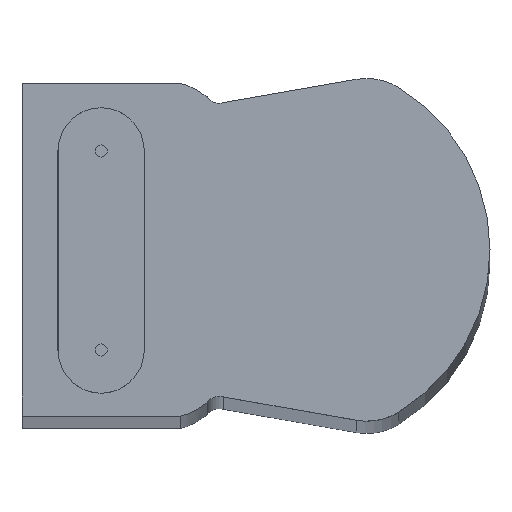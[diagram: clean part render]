
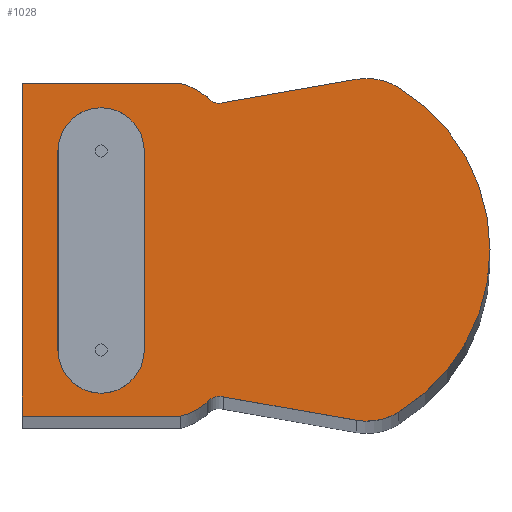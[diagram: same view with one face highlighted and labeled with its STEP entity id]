
A CAD part, top view. The second image highlights one B-rep face of the part: STEP entity #1028.
In plain terms, the highlighted face is planar.
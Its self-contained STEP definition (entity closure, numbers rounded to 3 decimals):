
#2 = CARTESIAN_POINT ( 'NONE',  ( -8.032, 287.5, -9.922 ) ) ;
#4 = VECTOR ( 'NONE', #560, 1000. ) ;
#14 = CARTESIAN_POINT ( 'NONE',  ( 13.5, 287.5, -12.842 ) ) ;
#17 = CARTESIAN_POINT ( 'NONE',  ( -13.5, 287.5, -12.842 ) ) ;
#20 = DIRECTION ( 'NONE',  ( 0., 1., 0. ) ) ;
#26 = CARTESIAN_POINT ( 'NONE',  ( 8.145, 287.5, -6.421 ) ) ;
#59 = EDGE_CURVE ( 'NONE', #494, #294, #595, .T. ) ;
#126 = CARTESIAN_POINT ( 'NONE',  ( 8.145, 287.5, -2.92 ) ) ;
#137 = EDGE_CURVE ( 'NONE', #1389, #911, #1493, .T. ) ;
#144 = VERTEX_POINT ( 'NONE', #1118 ) ;
#156 = AXIS2_PLACEMENT_3D ( 'NONE', #245, #270, #1800 ) ;
#157 = VECTOR ( 'NONE', #1471, 1000. ) ;
#162 = EDGE_CURVE ( 'NONE', #1552, #1802, #1810, .T. ) ;
#165 = VERTEX_POINT ( 'NONE', #2 ) ;
#177 = ORIENTED_EDGE ( 'NONE', *, *, #1718, .T. ) ;
#181 = ORIENTED_EDGE ( 'NONE', *, *, #1509, .T. ) ;
#196 = CARTESIAN_POINT ( 'NONE',  ( -13.833, 287.5, -27.12 ) ) ;
#210 = VERTEX_POINT ( 'NONE', #1861 ) ;
#211 = CIRCLE ( 'NONE', #1970, 15.43 ) ;
#215 = VERTEX_POINT ( 'NONE', #14 ) ;
#240 = ORIENTED_EDGE ( 'NONE', *, *, #1238, .F. ) ;
#245 = CARTESIAN_POINT ( 'NONE',  ( 8.917, 287.5, -27.991 ) ) ;
#250 = AXIS2_PLACEMENT_3D ( 'NONE', #298, #1103, #937 ) ;
#251 = CARTESIAN_POINT ( 'NONE',  ( 8.145, 287.5, -2.92 ) ) ;
#270 = DIRECTION ( 'NONE',  ( 0., 1., 0. ) ) ;
#291 = DIRECTION ( 'NONE',  ( 0., 1., 0. ) ) ;
#294 = VERTEX_POINT ( 'NONE', #381 ) ;
#298 = CARTESIAN_POINT ( 'NONE',  ( -8.908, 287.5, -27.984 ) ) ;
#300 = CARTESIAN_POINT ( 'NONE',  ( 12.412, 287.5, -15.027 ) ) ;
#358 = AXIS2_PLACEMENT_3D ( 'NONE', #404, #860, #1031 ) ;
#381 = CARTESIAN_POINT ( 'NONE',  ( 13.5, 287.5, 0. ) ) ;
#393 = B_SPLINE_CURVE_WITH_KNOTS ( 'NONE', 2,
 ( #1541, #1806, #300 ),
 .UNSPECIFIED., .F., .F.,
 ( 3, 3 ),
 ( 0.5, 0.501 ),
 .UNSPECIFIED. ) ;
#395 = ORIENTED_EDGE ( 'NONE', *, *, #1166, .T. ) ;
#404 = CARTESIAN_POINT ( 'NONE',  ( -13.111, 287.5, -16.024 ) ) ;
#411 = EDGE_CURVE ( 'NONE', #294, #215, #1165, .T. ) ;
#422 = ORIENTED_EDGE ( 'NONE', *, *, #162, .T. ) ;
#470 = DIRECTION ( 'NONE',  ( -1., 0., 0. ) ) ;
#471 = ORIENTED_EDGE ( 'NONE', *, *, #1198, .F. ) ;
#476 = DIRECTION ( 'NONE',  ( -1., 0., 0. ) ) ;
#478 = EDGE_CURVE ( 'NONE', #1697, #165, #613, .T. ) ;
#483 = ORIENTED_EDGE ( 'NONE', *, *, #137, .T. ) ;
#494 = VERTEX_POINT ( 'NONE', #1251 ) ;
#500 = AXIS2_PLACEMENT_3D ( 'NONE', #765, #1959, #1070 ) ;
#519 = CARTESIAN_POINT ( 'NONE',  ( -13.5, 287.5, -2.998 ) ) ;
#520 = AXIS2_PLACEMENT_3D ( 'NONE', #1142, #524, #1266 ) ;
#524 = DIRECTION ( 'NONE',  ( 0., 1., 0. ) ) ;
#560 = DIRECTION ( 'NONE',  ( 0.173, 0., -0.985 ) ) ;
#567 = CIRCLE ( 'NONE', #500, 3.501 ) ;
#577 = VECTOR ( 'NONE', #1206, 1000. ) ;
#595 = LINE ( 'NONE', #756, #577 ) ;
#613 = LINE ( 'NONE', #800, #1631 ) ;
#614 = ORIENTED_EDGE ( 'NONE', *, *, #59, .T. ) ;
#638 = CARTESIAN_POINT ( 'NONE',  ( 12.412, 287.5, -15.027 ) ) ;
#657 = CARTESIAN_POINT ( 'NONE',  ( 13.111, 287.5, -16.024 ) ) ;
#683 = PLANE ( 'NONE',  #520 ) ;
#742 = CIRCLE ( 'NONE', #1691, 3.501 ) ;
#752 = ORIENTED_EDGE ( 'NONE', *, *, #1164, .T. ) ;
#756 = CARTESIAN_POINT ( 'NONE',  ( -13.5, 287.5, 0. ) ) ;
#763 = EDGE_CURVE ( 'NONE', #144, #1737, #908, .T. ) ;
#765 = CARTESIAN_POINT ( 'NONE',  ( -8.032, 287.5, -6.421 ) ) ;
#772 = AXIS2_PLACEMENT_3D ( 'NONE', #657, #1841, #1829 ) ;
#783 = ORIENTED_EDGE ( 'NONE', *, *, #1744, .T. ) ;
#800 = CARTESIAN_POINT ( 'NONE',  ( 8.145, 287.5, -9.922 ) ) ;
#840 = B_SPLINE_CURVE_WITH_KNOTS ( 'NONE', 2,
 ( #1273, #1711, #1585 ),
 .UNSPECIFIED., .F., .F.,
 ( 3, 3 ),
 ( 0.499, 0.5 ),
 .UNSPECIFIED. ) ;
#860 = DIRECTION ( 'NONE',  ( 0., -1., 0. ) ) ;
#908 = CIRCLE ( 'NONE', #156, 5. ) ;
#911 = VERTEX_POINT ( 'NONE', #931 ) ;
#931 = CARTESIAN_POINT ( 'NONE',  ( 11.952, 287.5, -16.399 ) ) ;
#937 = DIRECTION ( 'NONE',  ( -1., 0., 0. ) ) ;
#938 = VERTEX_POINT ( 'NONE', #1086 ) ;
#962 = EDGE_LOOP ( 'NONE', ( #614, #1423, #992, #483, #752, #1884, #177, #422, #783, #395, #1660, #181 ) ) ;
#975 = DIRECTION ( 'NONE',  ( 0., 0., 1. ) ) ;
#992 = ORIENTED_EDGE ( 'NONE', *, *, #1366, .T. ) ;
#1017 = LINE ( 'NONE', #251, #157 ) ;
#1028 = ADVANCED_FACE ( 'NONE', ( #1446, #1742 ), #683, .T. ) ;
#1031 = DIRECTION ( 'NONE',  ( 1., 0., 0. ) ) ;
#1051 = VECTOR ( 'NONE', #975, 1000. ) ;
#1059 = CARTESIAN_POINT ( 'NONE',  ( 13.5, 287.5, 0. ) ) ;
#1070 = DIRECTION ( 'NONE',  ( -1., 0., 0. ) ) ;
#1086 = CARTESIAN_POINT ( 'NONE',  ( -11.952, 287.5, -16.399 ) ) ;
#1103 = DIRECTION ( 'NONE',  ( 0., 1., 0. ) ) ;
#1113 = CARTESIAN_POINT ( 'NONE',  ( -13.833, 287.5, -27.12 ) ) ;
#1118 = CARTESIAN_POINT ( 'NONE',  ( 13.841, 287.5, -27.124 ) ) ;
#1142 = CARTESIAN_POINT ( 'NONE',  ( 0., 287.5, 0. ) ) ;
#1159 = ORIENTED_EDGE ( 'NONE', *, *, #1578, .F. ) ;
#1164 = EDGE_CURVE ( 'NONE', #911, #144, #1637, .T. ) ;
#1165 = LINE ( 'NONE', #1059, #1372 ) ;
#1166 = EDGE_CURVE ( 'NONE', #938, #210, #1218, .T. ) ;
#1198 = EDGE_CURVE ( 'NONE', #1606, #1263, #1017, .T. ) ;
#1206 = DIRECTION ( 'NONE',  ( 1., 0., 0. ) ) ;
#1218 = CIRCLE ( 'NONE', #358, 1.218 ) ;
#1220 = VERTEX_POINT ( 'NONE', #17 ) ;
#1238 = EDGE_CURVE ( 'NONE', #1263, #1697, #742, .T. ) ;
#1240 = DIRECTION ( 'NONE',  ( -1., 0., 0. ) ) ;
#1251 = CARTESIAN_POINT ( 'NONE',  ( -13.5, 287.5, 0. ) ) ;
#1263 = VERTEX_POINT ( 'NONE', #126 ) ;
#1266 = DIRECTION ( 'NONE',  ( -1., 0., 0. ) ) ;
#1273 = CARTESIAN_POINT ( 'NONE',  ( -12.412, 287.5, -15.027 ) ) ;
#1300 = VECTOR ( 'NONE', #1824, 1000. ) ;
#1366 = EDGE_CURVE ( 'NONE', #215, #1389, #393, .T. ) ;
#1372 = VECTOR ( 'NONE', #1658, 1000. ) ;
#1389 = VERTEX_POINT ( 'NONE', #638 ) ;
#1423 = ORIENTED_EDGE ( 'NONE', *, *, #411, .T. ) ;
#1446 = FACE_BOUND ( 'NONE', #1485, .T. ) ;
#1471 = DIRECTION ( 'NONE',  ( 1., 0., 0. ) ) ;
#1485 = EDGE_LOOP ( 'NONE', ( #240, #471, #1159, #1897 ) ) ;
#1486 = EDGE_CURVE ( 'NONE', #210, #1220, #840, .T. ) ;
#1493 = CIRCLE ( 'NONE', #772, 1.218 ) ;
#1509 = EDGE_CURVE ( 'NONE', #1220, #494, #1563, .T. ) ;
#1524 = CARTESIAN_POINT ( 'NONE',  ( 8.145, 287.5, -9.922 ) ) ;
#1541 = CARTESIAN_POINT ( 'NONE',  ( 13.5, 287.5, -12.842 ) ) ;
#1552 = VERTEX_POINT ( 'NONE', #1574 ) ;
#1557 = CARTESIAN_POINT ( 'NONE',  ( 0.007, 287.5, -22.57 ) ) ;
#1563 = LINE ( 'NONE', #519, #1051 ) ;
#1574 = CARTESIAN_POINT ( 'NONE',  ( -13.182, 287.5, -30.579 ) ) ;
#1578 = EDGE_CURVE ( 'NONE', #165, #1606, #567, .T. ) ;
#1585 = CARTESIAN_POINT ( 'NONE',  ( -13.5, 287.5, -12.842 ) ) ;
#1606 = VERTEX_POINT ( 'NONE', #1905 ) ;
#1631 = VECTOR ( 'NONE', #470, 1000. ) ;
#1637 = LINE ( 'NONE', #1751, #4 ) ;
#1658 = DIRECTION ( 'NONE',  ( 0., 0., -1. ) ) ;
#1660 = ORIENTED_EDGE ( 'NONE', *, *, #1486, .T. ) ;
#1691 = AXIS2_PLACEMENT_3D ( 'NONE', #26, #291, #476 ) ;
#1693 = CARTESIAN_POINT ( 'NONE',  ( 13.188, 287.5, -30.59 ) ) ;
#1697 = VERTEX_POINT ( 'NONE', #1524 ) ;
#1711 = CARTESIAN_POINT ( 'NONE',  ( -13.305, 287.5, -13.884 ) ) ;
#1718 = EDGE_CURVE ( 'NONE', #1737, #1552, #211, .T. ) ;
#1737 = VERTEX_POINT ( 'NONE', #1693 ) ;
#1742 = FACE_OUTER_BOUND ( 'NONE', #962, .T. ) ;
#1744 = EDGE_CURVE ( 'NONE', #1802, #938, #1866, .T. ) ;
#1751 = CARTESIAN_POINT ( 'NONE',  ( 11.952, 287.5, -16.399 ) ) ;
#1800 = DIRECTION ( 'NONE',  ( 1., 0., 0. ) ) ;
#1802 = VERTEX_POINT ( 'NONE', #196 ) ;
#1806 = CARTESIAN_POINT ( 'NONE',  ( 13.305, 287.5, -13.884 ) ) ;
#1810 = CIRCLE ( 'NONE', #250, 5. ) ;
#1824 = DIRECTION ( 'NONE',  ( 0.173, 0., 0.985 ) ) ;
#1829 = DIRECTION ( 'NONE',  ( 1., 0., 0. ) ) ;
#1841 = DIRECTION ( 'NONE',  ( 0., -1., 0. ) ) ;
#1861 = CARTESIAN_POINT ( 'NONE',  ( -12.412, 287.5, -15.027 ) ) ;
#1866 = LINE ( 'NONE', #1113, #1300 ) ;
#1884 = ORIENTED_EDGE ( 'NONE', *, *, #763, .T. ) ;
#1897 = ORIENTED_EDGE ( 'NONE', *, *, #478, .F. ) ;
#1905 = CARTESIAN_POINT ( 'NONE',  ( -8.032, 287.5, -2.92 ) ) ;
#1959 = DIRECTION ( 'NONE',  ( 0., 1., 0. ) ) ;
#1970 = AXIS2_PLACEMENT_3D ( 'NONE', #1557, #20, #1240 ) ;
